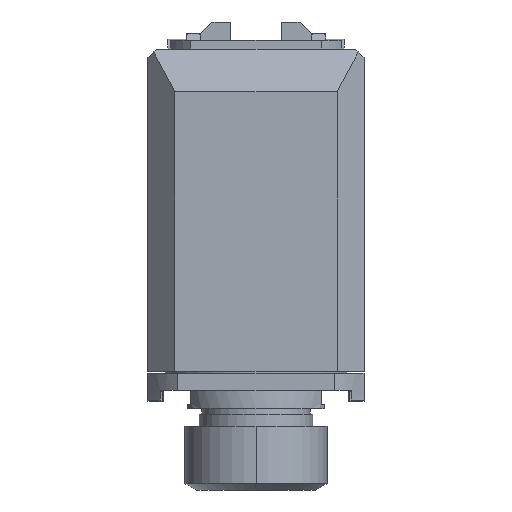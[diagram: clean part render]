
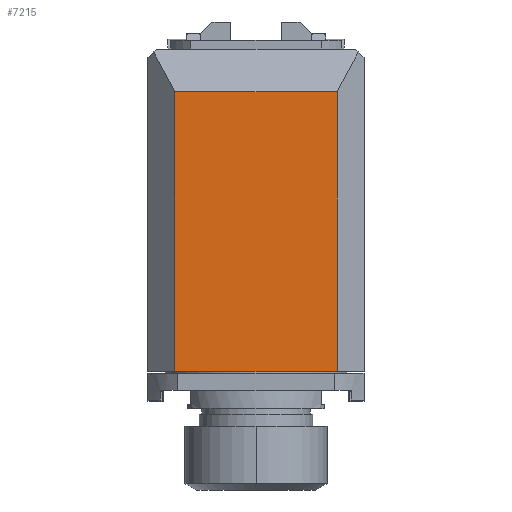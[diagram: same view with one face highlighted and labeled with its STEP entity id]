
A CAD part, left-side view. The second image highlights one B-rep face of the part: STEP entity #7215.
In plain terms, the highlighted planar face has unit normal (-1, 0, 0).
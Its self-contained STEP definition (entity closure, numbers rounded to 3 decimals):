
#1005=DIRECTION('',(0.,-1.,0.));
#1006=VECTOR('',#1005,57.);
#1007=CARTESIAN_POINT('',(-105.,28.5,40.5));
#1008=LINE('',#1007,#1006);
#1009=DIRECTION('',(0.,0.,-1.));
#1010=VECTOR('',#1009,98.5);
#1011=CARTESIAN_POINT('',(-105.,-28.5,40.5));
#1012=LINE('',#1011,#1010);
#1013=DIRECTION('',(0.,1.,0.));
#1014=VECTOR('',#1013,57.);
#1015=CARTESIAN_POINT('',(-105.,-28.5,-58.));
#1016=LINE('',#1015,#1014);
#1017=DIRECTION('',(0.,0.,-1.));
#1018=VECTOR('',#1017,98.5);
#1019=CARTESIAN_POINT('',(-105.,28.5,40.5));
#1020=LINE('',#1019,#1018);
#5239=CARTESIAN_POINT('',(-105.,-28.5,-58.));
#5241=VERTEX_POINT('',#5239);
#5243=CARTESIAN_POINT('',(-105.,28.5,-58.));
#5245=VERTEX_POINT('',#5243);
#5262=CARTESIAN_POINT('',(-105.,28.5,40.5));
#5263=CARTESIAN_POINT('',(-105.,-28.5,40.5));
#5264=VERTEX_POINT('',#5262);
#5265=VERTEX_POINT('',#5263);
#7202=CARTESIAN_POINT('',(-105.,0.,0.));
#7203=DIRECTION('',(1.,0.,0.));
#7204=DIRECTION('',(0.,-1.,0.));
#7205=AXIS2_PLACEMENT_3D('',#7202,#7203,#7204);
#7206=PLANE('',#7205);
#7207=ORIENTED_EDGE('',*,*,#7180,.T.);
#7209=ORIENTED_EDGE('',*,*,#7208,.T.);
#7211=ORIENTED_EDGE('',*,*,#7210,.T.);
#7212=ORIENTED_EDGE('',*,*,#7191,.F.);
#7213=EDGE_LOOP('',(#7207,#7209,#7211,#7212));
#7214=FACE_OUTER_BOUND('',#7213,.F.);
#7215=ADVANCED_FACE('',(#7214),#7206,.F.);
#7180=EDGE_CURVE('',#5264,#5265,#1008,.T.);
#7191=EDGE_CURVE('',#5264,#5245,#1020,.T.);
#7208=EDGE_CURVE('',#5265,#5241,#1012,.T.);
#7210=EDGE_CURVE('',#5241,#5245,#1016,.T.);
